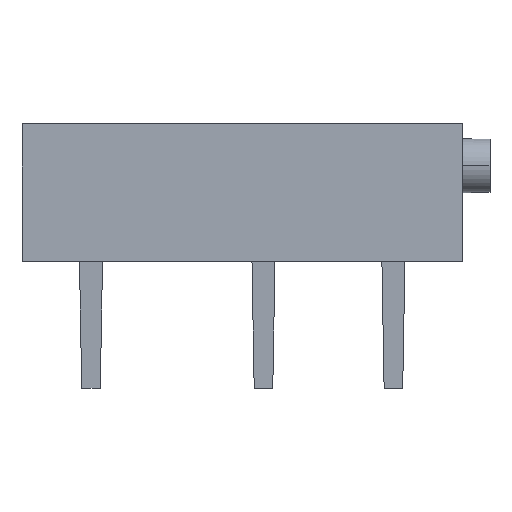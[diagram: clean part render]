
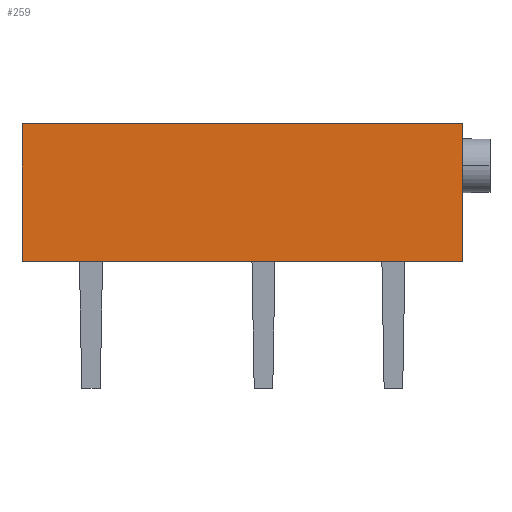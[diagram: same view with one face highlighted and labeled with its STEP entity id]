
A CAD part, top view. The second image highlights one B-rep face of the part: STEP entity #259.
In plain terms, the highlighted planar face has unit normal (0, 0, 1).
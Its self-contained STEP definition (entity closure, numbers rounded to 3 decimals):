
#13 = ORIENTED_EDGE ( 'NONE', *, *, #188, .F. ) ;
#43 = LINE ( 'NONE', #700, #796 ) ;
#99 = EDGE_CURVE ( 'NONE', #373, #375, #805, .T. ) ;
#119 = CARTESIAN_POINT ( 'NONE',  ( 19.15, 6., 0. ) ) ;
#141 = ORIENTED_EDGE ( 'NONE', *, *, #270, .T. ) ;
#188 = EDGE_CURVE ( 'NONE', #373, #570, #935, .T. ) ;
#238 = FACE_OUTER_BOUND ( 'NONE', #786, .T. ) ;
#241 = VECTOR ( 'NONE', #651, 1000. ) ;
#249 = VECTOR ( 'NONE', #798, 1000. ) ;
#259 = ADVANCED_FACE ( 'NONE', ( #238 ), #681, .F. ) ;
#270 = EDGE_CURVE ( 'NONE', #375, #407, #43, .T. ) ;
#297 = CARTESIAN_POINT ( 'NONE',  ( 0., 6., 0. ) ) ;
#327 = DIRECTION ( 'NONE',  ( -1., 0., 0. ) ) ;
#373 = VERTEX_POINT ( 'NONE', #835 ) ;
#375 = VERTEX_POINT ( 'NONE', #490 ) ;
#387 = DIRECTION ( 'NONE',  ( 0., 0., -1. ) ) ;
#400 = CARTESIAN_POINT ( 'NONE',  ( 0., 6., 0. ) ) ;
#407 = VERTEX_POINT ( 'NONE', #634 ) ;
#446 = ORIENTED_EDGE ( 'NONE', *, *, #99, .T. ) ;
#490 = CARTESIAN_POINT ( 'NONE',  ( 0., 0., 0. ) ) ;
#517 = ORIENTED_EDGE ( 'NONE', *, *, #730, .F. ) ;
#532 = LINE ( 'NONE', #801, #249 ) ;
#570 = VERTEX_POINT ( 'NONE', #119 ) ;
#592 = VECTOR ( 'NONE', #888, 1000. ) ;
#594 = CARTESIAN_POINT ( 'NONE',  ( 0., 6., 0. ) ) ;
#608 = AXIS2_PLACEMENT_3D ( 'NONE', #594, #387, #327 ) ;
#634 = CARTESIAN_POINT ( 'NONE',  ( 19.15, 0., 0. ) ) ;
#651 = DIRECTION ( 'NONE',  ( 1., 0., 0. ) ) ;
#681 = PLANE ( 'NONE',  #608 ) ;
#700 = CARTESIAN_POINT ( 'NONE',  ( 0., 0., 0. ) ) ;
#730 = EDGE_CURVE ( 'NONE', #570, #407, #532, .T. ) ;
#767 = DIRECTION ( 'NONE',  ( 1., 0., 0. ) ) ;
#786 = EDGE_LOOP ( 'NONE', ( #141, #517, #13, #446 ) ) ;
#796 = VECTOR ( 'NONE', #767, 1000. ) ;
#798 = DIRECTION ( 'NONE',  ( 0., -1., 0. ) ) ;
#801 = CARTESIAN_POINT ( 'NONE',  ( 19.15, 6., 0. ) ) ;
#805 = LINE ( 'NONE', #400, #592 ) ;
#835 = CARTESIAN_POINT ( 'NONE',  ( 0., 6., 0. ) ) ;
#888 = DIRECTION ( 'NONE',  ( 0., -1., 0. ) ) ;
#935 = LINE ( 'NONE', #297, #241 ) ;
